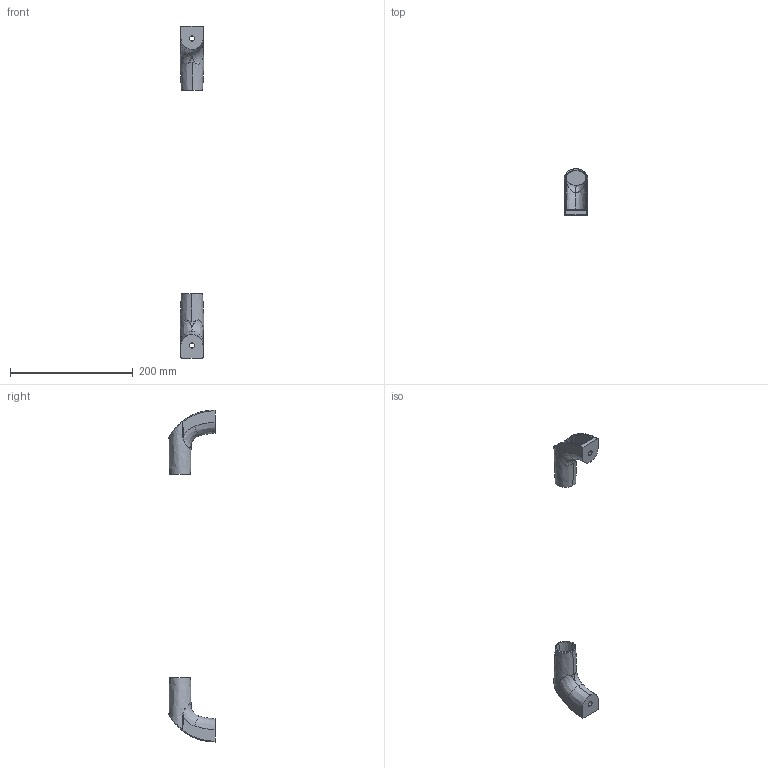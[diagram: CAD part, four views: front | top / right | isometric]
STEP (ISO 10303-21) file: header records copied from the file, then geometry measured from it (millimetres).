
FILE_DESCRIPTION (( 'STEP AP214' ), '1' );
FILE_NAME ('7310035', '2019-02-01T13:25:56', ( '' ), ('JUGARD+KÜNSTNER GmbH'), 'SwSTEP 2.0', 'SolidWorks 2017', '' );
FILE_SCHEMA (( 'AUTOMOTIVE_DESIGN' ));
Length unit declared in the file: millimetre
Products named in the file (3): 7310035_CNAJF00; Kopie von 1^7310035; Kopie von 2^7310035
Assembly tree (2 placements, depth 2):
  7310035_CNAJF00
    Kopie von 1^7310035
    Kopie von 2^7310035
Bounding box: 38.08 x 75 x 540.8 mm (x, y, z)
Volume: 93972.9 mm3; surface area: 52851.9 mm2
Topology: 2 solids, 2 shells, 106 faces, 276 edges, 172 vertices
Faces by surface type: bspline 66, plane 18, cylinder 14, cone 8
Entity records: 12926 total; most frequent: CARTESIAN_POINT 10795, ORIENTED_EDGE 544, EDGE_CURVE 272, DIRECTION 254, VERTEX_POINT 172, B_SPLINE_CURVE_WITH_KNOTS 168, EDGE_LOOP 112, AXIS2_PLACEMENT_3D 111
